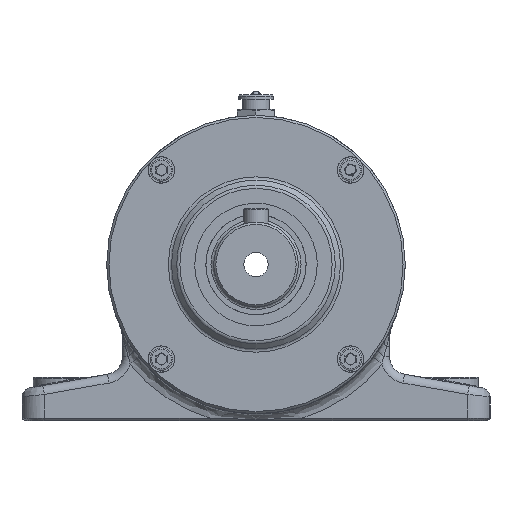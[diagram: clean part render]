
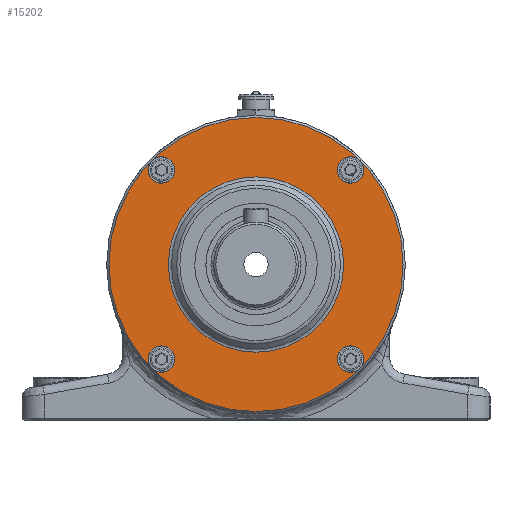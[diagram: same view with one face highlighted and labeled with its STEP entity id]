
A CAD part, left-side view. The second image highlights one B-rep face of the part: STEP entity #15202.
In plain terms, the highlighted planar face has unit normal (-1, 0, 0).
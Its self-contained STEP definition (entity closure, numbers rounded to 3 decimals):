
#15175 = VERTEX_POINT('',#15176);
#15176 = CARTESIAN_POINT('',(-176.5,-39.328,0.)
  );
#15186 = EDGE_CURVE('',#15175,#15175,#15187,.T.);
#15187 = CIRCLE('',#15188,39.328);
#15188 = AXIS2_PLACEMENT_3D('',#15189,#15190,#15191);
#15189 = CARTESIAN_POINT('',(-176.5,0.,
    0.));
#15190 = DIRECTION('',(-1.,0.,0.));
#15191 = DIRECTION('',(0.,1.,0.));
#15202 = ADVANCED_FACE('',(#15203,#15214,#15225,#15236,#15247,#15258),
  #15261,.T.);
#15203 = FACE_BOUND('',#15204,.T.);
#15204 = EDGE_LOOP('',(#15205));
#15205 = ORIENTED_EDGE('',*,*,#15206,.F.);
#15206 = EDGE_CURVE('',#15207,#15207,#15209,.T.);
#15207 = VERTEX_POINT('',#15208);
#15208 = CARTESIAN_POINT('',(-176.5,-66.,0.));
#15209 = CIRCLE('',#15210,66.);
#15210 = AXIS2_PLACEMENT_3D('',#15211,#15212,#15213);
#15211 = CARTESIAN_POINT('',(-176.5,0.,
    0.));
#15212 = DIRECTION('',(1.,0.,0.));
#15213 = DIRECTION('',(0.,1.,0.));
#15214 = FACE_BOUND('',#15215,.T.);
#15215 = EDGE_LOOP('',(#15216));
#15216 = ORIENTED_EDGE('',*,*,#15217,.T.);
#15217 = EDGE_CURVE('',#15218,#15218,#15220,.T.);
#15218 = VERTEX_POINT('',#15219);
#15219 = CARTESIAN_POINT('',(-176.5,45.726,42.426));
#15220 = CIRCLE('',#15221,3.3);
#15221 = AXIS2_PLACEMENT_3D('',#15222,#15223,#15224);
#15222 = CARTESIAN_POINT('',(-176.5,42.426,42.426));
#15223 = DIRECTION('',(1.,0.,0.));
#15224 = DIRECTION('',(0.,1.,0.));
#15225 = FACE_BOUND('',#15226,.T.);
#15226 = EDGE_LOOP('',(#15227));
#15227 = ORIENTED_EDGE('',*,*,#15228,.T.);
#15228 = EDGE_CURVE('',#15229,#15229,#15231,.T.);
#15229 = VERTEX_POINT('',#15230);
#15230 = CARTESIAN_POINT('',(-176.5,42.426,-45.726));
#15231 = CIRCLE('',#15232,3.3);
#15232 = AXIS2_PLACEMENT_3D('',#15233,#15234,#15235);
#15233 = CARTESIAN_POINT('',(-176.5,42.426,-42.426));
#15234 = DIRECTION('',(1.,0.,0.));
#15235 = DIRECTION('',(0.,0.,-1.));
#15236 = FACE_BOUND('',#15237,.T.);
#15237 = EDGE_LOOP('',(#15238));
#15238 = ORIENTED_EDGE('',*,*,#15239,.T.);
#15239 = EDGE_CURVE('',#15240,#15240,#15242,.T.);
#15240 = VERTEX_POINT('',#15241);
#15241 = CARTESIAN_POINT('',(-176.5,-45.726,-42.426));
#15242 = CIRCLE('',#15243,3.3);
#15243 = AXIS2_PLACEMENT_3D('',#15244,#15245,#15246);
#15244 = CARTESIAN_POINT('',(-176.5,-42.426,-42.426));
#15245 = DIRECTION('',(1.,0.,0.));
#15246 = DIRECTION('',(0.,-1.,0.));
#15247 = FACE_BOUND('',#15248,.T.);
#15248 = EDGE_LOOP('',(#15249));
#15249 = ORIENTED_EDGE('',*,*,#15250,.T.);
#15250 = EDGE_CURVE('',#15251,#15251,#15253,.T.);
#15251 = VERTEX_POINT('',#15252);
#15252 = CARTESIAN_POINT('',(-176.5,-42.426,45.726));
#15253 = CIRCLE('',#15254,3.3);
#15254 = AXIS2_PLACEMENT_3D('',#15255,#15256,#15257);
#15255 = CARTESIAN_POINT('',(-176.5,-42.426,42.426));
#15256 = DIRECTION('',(1.,0.,0.));
#15257 = DIRECTION('',(0.,0.,1.));
#15258 = FACE_BOUND('',#15259,.T.);
#15259 = EDGE_LOOP('',(#15260));
#15260 = ORIENTED_EDGE('',*,*,#15186,.F.);
#15261 = PLANE('',#15262);
#15262 = AXIS2_PLACEMENT_3D('',#15263,#15264,#15265);
#15263 = CARTESIAN_POINT('',(-176.5,-52.75,0.));
#15264 = DIRECTION('',(-1.,0.,0.));
#15265 = DIRECTION('',(0.,0.,1.));
